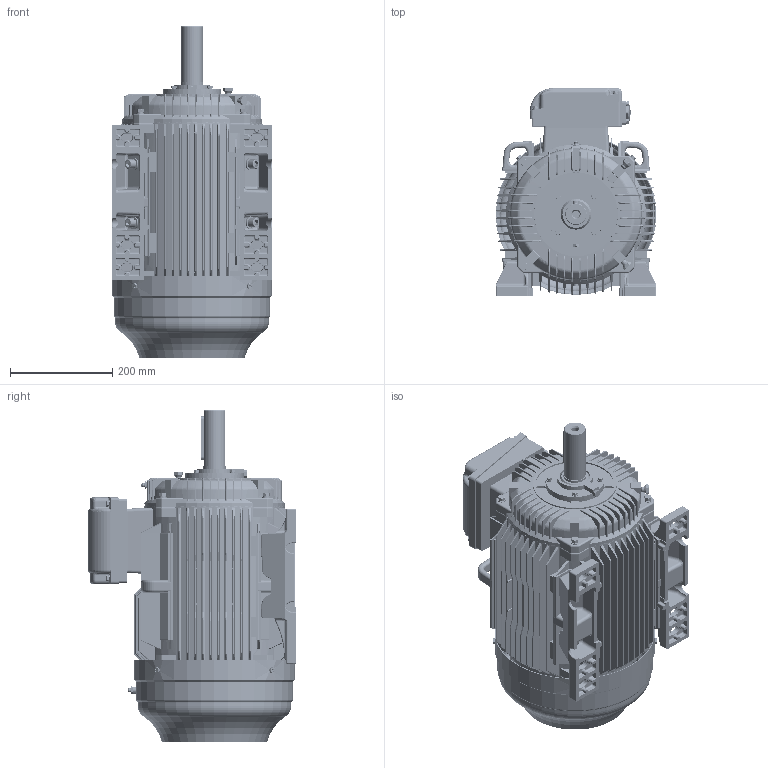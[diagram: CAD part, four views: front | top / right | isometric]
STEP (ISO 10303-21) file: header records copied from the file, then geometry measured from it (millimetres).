
FILE_DESCRIPTION (( 'STEP AP203' ), '1' );
FILE_NAME ('SWE160L-B3.STEP', '2015-09-17T07:20:22', ( 'Sky123.Org' ), ( 'Sky123.Org' ), 'SwSTEP 2.0', 'SolidWorks 2012', '' );
FILE_SCHEMA (( 'CONFIG_CONTROL_DESIGN' ));
Products named in the file (1): SWE160L-B3
Bounding box: 314 x 408 x 649.41 mm (x, y, z)
Volume: 29956805.7 mm3; surface area: 2320037.3 mm2
Topology: 97 solids, 121 shells, 9345 faces, 24561 edges, 15523 vertices
Faces by surface type: cylinder 3912, plane 2780, bspline 1115, cone 785, torus 513, sphere 240
Entity records: 362332 total; most frequent: CARTESIAN_POINT 150183, ORIENTED_EDGE 48778, DIRECTION 39801, EDGE_CURVE 24389, VERTEX_POINT 15478, AXIS2_PLACEMENT_3D 14867, LINE 10067, VECTOR 10067
